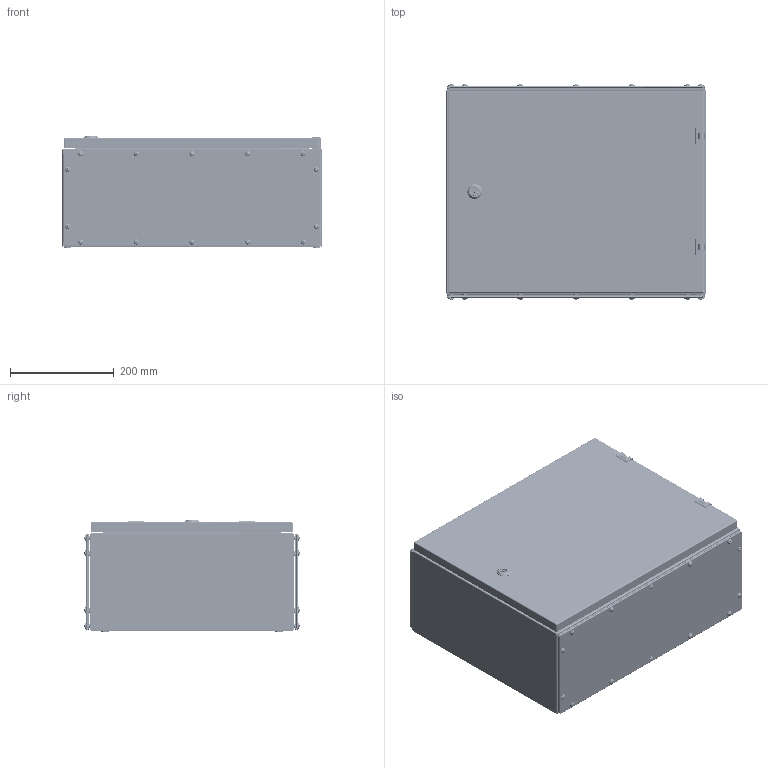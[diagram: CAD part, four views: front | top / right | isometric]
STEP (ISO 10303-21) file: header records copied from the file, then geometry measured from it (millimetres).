
FILE_DESCRIPTION (( 'STEP AP214' ), '1' );
FILE_NAME ('10.050.040.21.STEP', '2024-05-28T08:26:53', ( '' ), ( '' ), 'SwSTEP 2.0', 'SolidWorks 2021', '' );
FILE_SCHEMA (( 'AUTOMOTIVE_DESIGN' ));
Length unit declared in the file: millimetre
Products named in the file (25): 8SJ_MS705-1_0040.stp; 8SJ_S1B_0001.stp; Êàðêàñ øêàôà W500H400D210; Âèíò DIN 967 Ì5õ16 ñ ïîëóêðóãëîé ãîëîâêîé ñ êðåñòîîáðàçíûì øëèöåì; Ðåéêà H400; Êîðïóñ øêàôà W500H400D210; Çàêëåïêà ðåçüáîâàÿ Ì5 øåñòèãðàííàÿ ñ óìåíüøåííûì áîðòîì; Ïðîêëàäêà êðûøêè W500D210; ﾄ粢 ﾑﾁ W500H400; Øïèëüêà ïðèâàðíàÿ Ì6õ10; 10.050.040.21; Çàêëåïêà ðåçüáîâàÿ Ì8 øåñòèãðàííàÿ ñ óìåíüøåííûì áîðòîì; 嵑謺麃 檐; Ãàñêåòèíã äâåðè W500H400; Øïèëüêà ïðèâàðíàÿ Ì6õ15; SW6X8.stp; Ïåðåìû÷êà êàðêàñà W500; 署赅 W500D210; ﾇ瑟鶴 ﾀﾑ ms1000-3M.stp; 8SJ_MS705_0760.stp; 8SJ_MS705_0510.stp; Øïèëüêà ïðèâàðíàÿ Ì6õ20; Äâåðíîå ïîëîòíî W500H400; Áîëò Ì6õ10 ñ øåñòèãðàííîé ãîëîâêîé ñ ïðåññøàéáîé; 8SJ_MS705_0010.stp
Assembly tree (98 placements, depth 4):
  10.050.040.21
    Êàðêàñ øêàôà W500H400D210
      Êîðïóñ øêàôà W500H400D210
      Ïåðåìû÷êà êàðêàñà W500  x2
      Øïèëüêà ïðèâàðíàÿ Ì6õ15  x8
      Øïèëüêà ïðèâàðíàÿ Ì6õ20  x4
    署赅 W500D210  x2
    Ïðîêëàäêà êðûøêè W500D210  x2
    ﾄ粢 ﾑﾁ W500H400
      Äâåðíîå ïîëîòíî W500H400
      Ðåéêà H400  x2
      Ãàñêåòèíã äâåðè W500H400
      Øïèëüêà ïðèâàðíàÿ Ì6õ10  x2
      ﾇ瑟鶴 ﾀﾑ ms1000-3M.stp
        8SJ_MS705_0010.stp
        8SJ_MS705_0510.stp
        8SJ_MS705_0760.stp
        8SJ_S1B_0001.stp
        8SJ_MS705-1_0040.stp
        SW6X8.stp
    嵑謺麃 檐  x2
    Áîëò Ì6õ10 ñ øåñòèãðàííîé ãîëîâêîé ñ ïðåññøàéáîé  x2
    Çàêëåïêà ðåçüáîâàÿ Ì5 øåñòèãðàííàÿ ñ óìåíüøåííûì áîðòîì  x28
    Âèíò DIN 967 Ì5õ16 ñ ïîëóêðóãëîé ãîëîâêîé ñ êðåñòîîáðàçíûì øëèöåì  x28
    Çàêëåïêà ðåçüáîâàÿ Ì8 øåñòèãðàííàÿ ñ óìåíüøåííûì áîðòîì  x4
Bounding box: 500 x 415.17 x 214.65 mm (x, y, z)
Volume: 1210680.1 mm3; surface area: 2066508.5 mm2
Topology: 96 solids, 102 shells, 5466 faces, 13790 edges, 8605 vertices
Faces by surface type: plane 2425, cylinder 2004, bspline 442, cone 274, torus 209, sphere 112
Entity records: 83833 total; most frequent: CARTESIAN_POINT 41967, ORIENTED_EDGE 8974, DIRECTION 7506, EDGE_CURVE 4493, VERTEX_POINT 2777, AXIS2_PLACEMENT_3D 2530, LINE 2446, VECTOR 2446
